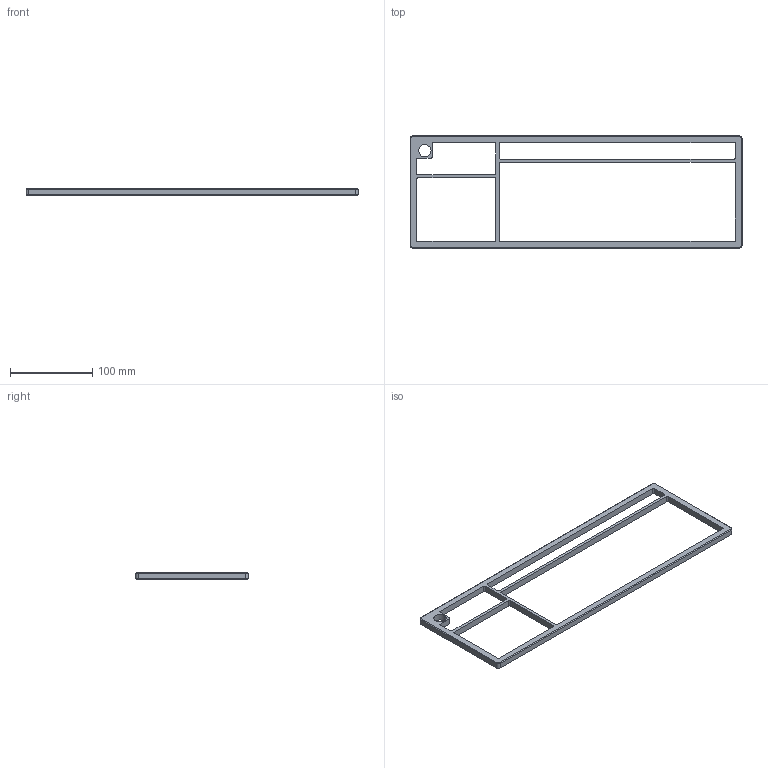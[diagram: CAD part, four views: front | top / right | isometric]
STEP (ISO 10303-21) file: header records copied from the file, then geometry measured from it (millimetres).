
FILE_DESCRIPTION (( 'STEP AP203' ), '1' );
FILE_NAME ('【参考】CaseTop.STEP', '2022-10-31T05:18:35', ( '' ), ( '' ), 'SwSTEP 2.0', 'SolidWorks 2019', '' );
FILE_SCHEMA (( 'CONFIG_CONTROL_DESIGN' ));
Length unit declared in the file: millimetre
Products named in the file (1): 【参考】CaseTop
Bounding box: 402.76 x 136.06 x 8 mm (x, y, z)
Volume: 82563.1 mm3; surface area: 45700.4 mm2
Topology: 1 solids, 1 shells, 124 faces, 290 edges, 188 vertices
Faces by surface type: cylinder 64, plane 52, cone 8
Entity records: 3679 total; most frequent: DIRECTION 676, CARTESIAN_POINT 603, ORIENTED_EDGE 580, EDGE_CURVE 290, AXIS2_PLACEMENT_3D 261, VERTEX_POINT 188, LINE 154, EDGE_LOOP 154
